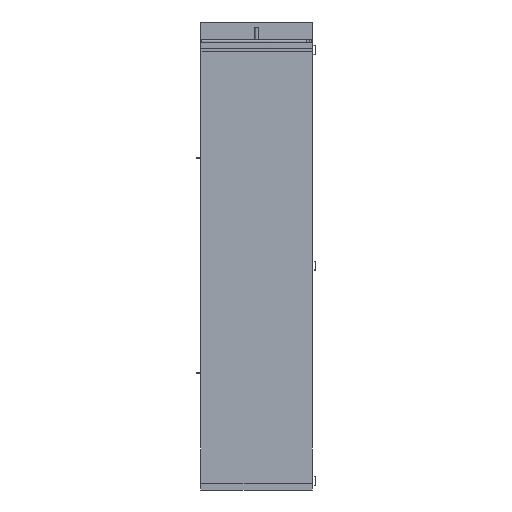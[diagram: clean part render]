
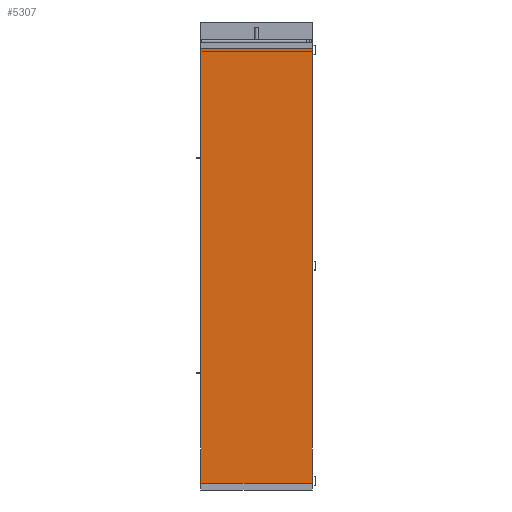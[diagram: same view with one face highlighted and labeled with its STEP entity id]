
A CAD part, front view. The second image highlights one B-rep face of the part: STEP entity #5307.
In plain terms, the highlighted planar face has unit normal (0, -1, 0).
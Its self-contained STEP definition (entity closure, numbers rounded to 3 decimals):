
#859 = VERTEX_POINT ( 'NONE', #1021 ) ;
#1021 = CARTESIAN_POINT ( 'NONE',  ( 725., 0., 0. ) ) ;
#1245 = CARTESIAN_POINT ( 'NONE',  ( -725., 0., 0. ) ) ;
#1308 = CARTESIAN_POINT ( 'NONE',  ( -725., 0., -5650. ) ) ;
#1359 = CARTESIAN_POINT ( 'NONE',  ( 725., 0., -5650. ) ) ;
#2960 = AXIS2_PLACEMENT_3D ( 'NONE', #9950, #9925, #9917 ) ;
#3314 = EDGE_LOOP ( 'NONE', ( #6683, #6845, #6675, #6811 ) ) ;
#4759 = DIRECTION ( 'NONE',  ( 0., 0., 1. ) ) ;
#5001 = VERTEX_POINT ( 'NONE', #1245 ) ;
#5009 = VERTEX_POINT ( 'NONE', #1359 ) ;
#5307 = ADVANCED_FACE ( 'NONE', ( #5683 ), #9952, .T. ) ;
#5652 = VERTEX_POINT ( 'NONE', #9384 ) ;
#5683 = FACE_OUTER_BOUND ( 'NONE', #3314, .T. ) ;
#6098 = DIRECTION ( 'NONE',  ( 1., 0., 0. ) ) ;
#6157 = DIRECTION ( 'NONE',  ( 1., 0., 0. ) ) ;
#6200 = CARTESIAN_POINT ( 'NONE',  ( -725., 0., -5650. ) ) ;
#6675 = ORIENTED_EDGE ( 'NONE', *, *, #6833, .T. ) ;
#6683 = ORIENTED_EDGE ( 'NONE', *, *, #9552, .F. ) ;
#6693 = VECTOR ( 'NONE', #9509, 1000. ) ;
#6811 = ORIENTED_EDGE ( 'NONE', *, *, #9539, .T. ) ;
#6833 = EDGE_CURVE ( 'NONE', #5652, #5009, #7604, .T. ) ;
#6845 = ORIENTED_EDGE ( 'NONE', *, *, #9659, .F. ) ;
#6941 = LINE ( 'NONE', #9410, #6693 ) ;
#7270 = LINE ( 'NONE', #7297, #9736 ) ;
#7297 = CARTESIAN_POINT ( 'NONE',  ( -725., 0., 0. ) ) ;
#7604 = LINE ( 'NONE', #6200, #7649 ) ;
#7649 = VECTOR ( 'NONE', #6157, 1000. ) ;
#9361 = VECTOR ( 'NONE', #4759, 1000. ) ;
#9384 = CARTESIAN_POINT ( 'NONE',  ( -725., 0., -5650. ) ) ;
#9410 = CARTESIAN_POINT ( 'NONE',  ( 725., 0., -5650. ) ) ;
#9509 = DIRECTION ( 'NONE',  ( 0., 0., 1. ) ) ;
#9539 = EDGE_CURVE ( 'NONE', #5009, #859, #6941, .T. ) ;
#9552 = EDGE_CURVE ( 'NONE', #5001, #859, #7270, .T. ) ;
#9659 = EDGE_CURVE ( 'NONE', #5652, #5001, #10008, .T. ) ;
#9736 = VECTOR ( 'NONE', #6098, 1000. ) ;
#9917 = DIRECTION ( 'NONE',  ( 0., 0., -1. ) ) ;
#9925 = DIRECTION ( 'NONE',  ( 0., -1., 0. ) ) ;
#9950 = CARTESIAN_POINT ( 'NONE',  ( -725., 0., -5650. ) ) ;
#9952 = PLANE ( 'NONE',  #2960 ) ;
#10008 = LINE ( 'NONE', #1308, #9361 ) ;
